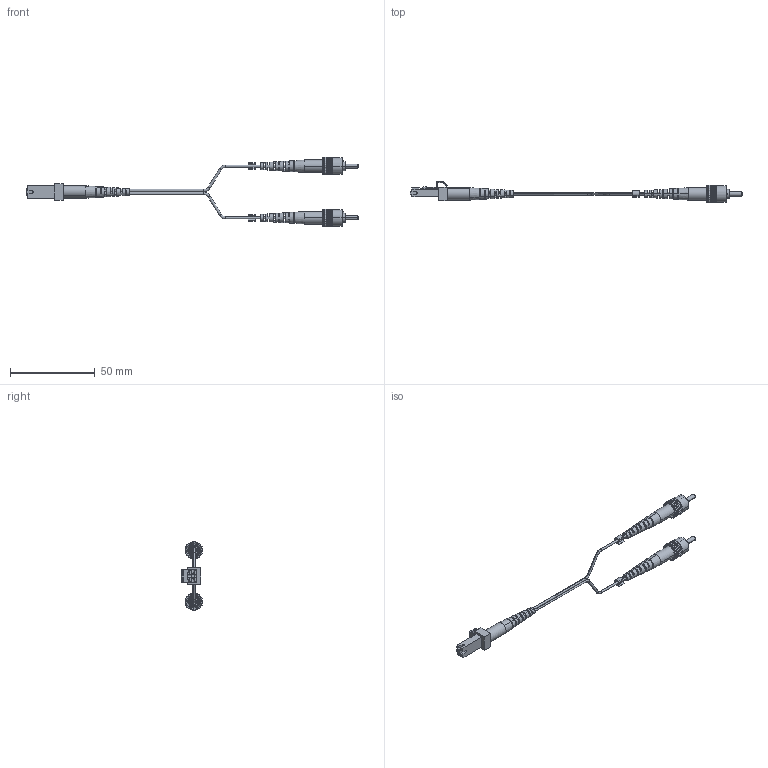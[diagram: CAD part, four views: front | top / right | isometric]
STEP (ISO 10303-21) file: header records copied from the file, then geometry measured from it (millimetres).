
FILE_DESCRIPTION (( 'STEP AP203' ), '1' );
FILE_NAME ('FODST-MT.STEP', '2006-06-23T19:36:41', ( 'lcom' ), ( 'lcom' ), 'SwSTEP 2.0', 'SolidWorks 2006004', '' );
FILE_SCHEMA (( 'CONFIG_CONTROL_DESIGN' ));
Length unit declared in the file: inch
Products named in the file (12): LBL-C3P-B; 1BA04-003; 1AF05-006-MA2; 1AF03-001; LBL-C3P-A; FODST-MT; 1AF05-006-MA3; 1AF05-006-MA1; 1AF03-001-MA2_WITHOUT FERRULE; FODST-MT-MA1_FODZMT-LC; 1AF05-006; 1AF03-001-MA1
Assembly tree (12 placements, depth 3):
  FODST-MT
    LBL-C3P-A
    1AF05-006  x2
      1AF05-006-MA3
      1AF05-006-MA2
      1AF05-006-MA1
    1AF03-001
      1AF03-001-MA2_WITHOUT FERRULE
      1AF03-001-MA1
    1BA04-003
    FODST-MT-MA1_FODZMT-LC
    LBL-C3P-B
Bounding box: 196.22 x 12.59 x 40.78 mm (x, y, z)
Volume: 4959.2 mm3; surface area: 9671.2 mm2
Topology: 12 solids, 12 shells, 595 faces, 1726 edges, 1138 vertices
Faces by surface type: plane 476, cylinder 70, cone 28, torus 12, bspline 9
Entity records: 16197 total; most frequent: CARTESIAN_POINT 3912, ORIENTED_EDGE 2378, DIRECTION 2202, EDGE_CURVE 1189, VERTEX_POINT 782, VECTOR 740, LINE 740, AXIS2_PLACEMENT_3D 731
